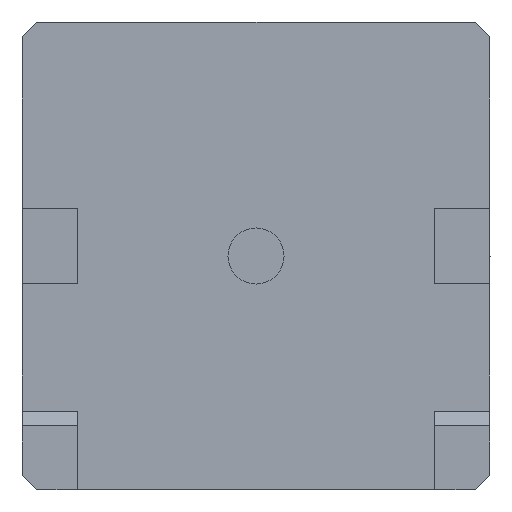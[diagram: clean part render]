
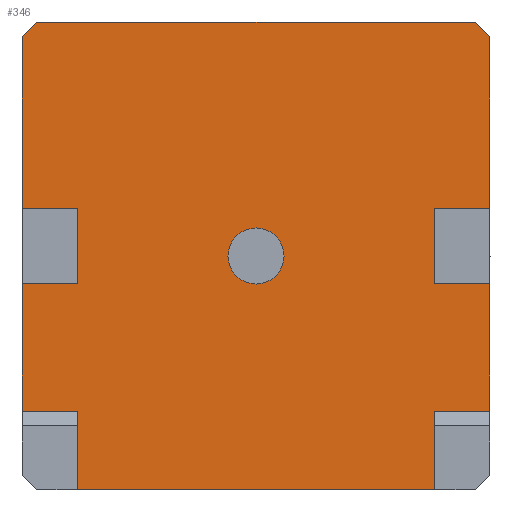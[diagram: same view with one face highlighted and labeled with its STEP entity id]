
A CAD part, front view. The second image highlights one B-rep face of the part: STEP entity #346.
In plain terms, the highlighted planar face has unit normal (0, -1, 0).
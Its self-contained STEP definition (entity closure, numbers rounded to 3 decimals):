
#22 = VERTEX_POINT('',#23);
#23 = CARTESIAN_POINT('',(-3.15,3.,-1.74));
#80 = VERTEX_POINT('',#81);
#81 = CARTESIAN_POINT('',(-3.15,3.,3.34));
#87 = EDGE_CURVE('',#80,#88,#90,.T.);
#88 = VERTEX_POINT('',#89);
#89 = CARTESIAN_POINT('',(-3.15,3.,1.01));
#90 = LINE('',#91,#92);
#91 = CARTESIAN_POINT('',(-3.15,3.,3.54));
#92 = VECTOR('',#93,1.);
#93 = DIRECTION('',(0.,0.,-1.));
#96 = VERTEX_POINT('',#97);
#97 = CARTESIAN_POINT('',(-3.15,3.,-0.01));
#103 = EDGE_CURVE('',#96,#22,#104,.T.);
#104 = LINE('',#105,#106);
#105 = CARTESIAN_POINT('',(-3.15,3.,3.54));
#106 = VECTOR('',#107,1.);
#107 = DIRECTION('',(0.,0.,-1.));
#156 = VERTEX_POINT('',#157);
#157 = CARTESIAN_POINT('',(-2.4,3.,-1.74));
#172 = EDGE_CURVE('',#156,#22,#173,.T.);
#173 = LINE('',#174,#175);
#174 = CARTESIAN_POINT('',(-2.4,3.,-1.74));
#175 = VECTOR('',#176,1.);
#176 = DIRECTION('',(-1.,0.,0.));
#311 = EDGE_CURVE('',#80,#312,#314,.T.);
#312 = VERTEX_POINT('',#313);
#313 = CARTESIAN_POINT('',(-2.95,3.,3.54));
#314 = LINE('',#315,#316);
#315 = CARTESIAN_POINT('',(-3.05,3.,3.44));
#316 = VECTOR('',#317,1.);
#317 = DIRECTION('',(0.707,0.,0.707));
#346 = ADVANCED_FACE('',(#347,#461),#472,.T.);
#347 = FACE_BOUND('',#348,.T.);
#348 = EDGE_LOOP('',(#349,#359,#367,#373,#374,#375,#383,#391,#397,#398,
    #399,#407,#415,#423,#431,#439,#447,#455));
#349 = ORIENTED_EDGE('',*,*,#350,.T.);
#350 = EDGE_CURVE('',#351,#353,#355,.T.);
#351 = VERTEX_POINT('',#352);
#352 = CARTESIAN_POINT('',(3.2,3.,1.01));
#353 = VERTEX_POINT('',#354);
#354 = CARTESIAN_POINT('',(3.2,3.,3.34));
#355 = LINE('',#356,#357);
#356 = CARTESIAN_POINT('',(3.2,3.,-2.81));
#357 = VECTOR('',#358,1.);
#358 = DIRECTION('',(0.,0.,1.));
#359 = ORIENTED_EDGE('',*,*,#360,.F.);
#360 = EDGE_CURVE('',#361,#353,#363,.T.);
#361 = VERTEX_POINT('',#362);
#362 = CARTESIAN_POINT('',(3.,3.,3.54));
#363 = LINE('',#364,#365);
#364 = CARTESIAN_POINT('',(3.1,3.,3.44));
#365 = VECTOR('',#366,1.);
#366 = DIRECTION('',(0.707,0.,-0.707));
#367 = ORIENTED_EDGE('',*,*,#368,.T.);
#368 = EDGE_CURVE('',#361,#312,#369,.T.);
#369 = LINE('',#370,#371);
#370 = CARTESIAN_POINT('',(3.2,3.,3.54));
#371 = VECTOR('',#372,1.);
#372 = DIRECTION('',(-1.,0.,0.));
#373 = ORIENTED_EDGE('',*,*,#311,.F.);
#374 = ORIENTED_EDGE('',*,*,#87,.T.);
#375 = ORIENTED_EDGE('',*,*,#376,.F.);
#376 = EDGE_CURVE('',#377,#88,#379,.T.);
#377 = VERTEX_POINT('',#378);
#378 = CARTESIAN_POINT('',(-2.4,3.,1.01));
#379 = LINE('',#380,#381);
#380 = CARTESIAN_POINT('',(-2.4,3.,1.01));
#381 = VECTOR('',#382,1.);
#382 = DIRECTION('',(-1.,0.,0.));
#383 = ORIENTED_EDGE('',*,*,#384,.F.);
#384 = EDGE_CURVE('',#385,#377,#387,.T.);
#385 = VERTEX_POINT('',#386);
#386 = CARTESIAN_POINT('',(-2.4,3.,-0.01));
#387 = LINE('',#388,#389);
#388 = CARTESIAN_POINT('',(-2.4,3.,-0.01));
#389 = VECTOR('',#390,1.);
#390 = DIRECTION('',(0.,0.,1.));
#391 = ORIENTED_EDGE('',*,*,#392,.F.);
#392 = EDGE_CURVE('',#96,#385,#393,.T.);
#393 = LINE('',#394,#395);
#394 = CARTESIAN_POINT('',(-3.15,3.,-0.01));
#395 = VECTOR('',#396,1.);
#396 = DIRECTION('',(1.,0.,0.));
#397 = ORIENTED_EDGE('',*,*,#103,.T.);
#398 = ORIENTED_EDGE('',*,*,#172,.F.);
#399 = ORIENTED_EDGE('',*,*,#400,.F.);
#400 = EDGE_CURVE('',#401,#156,#403,.T.);
#401 = VERTEX_POINT('',#402);
#402 = CARTESIAN_POINT('',(-2.4,3.,-2.81));
#403 = LINE('',#404,#405);
#404 = CARTESIAN_POINT('',(-2.4,3.,-2.81));
#405 = VECTOR('',#406,1.);
#406 = DIRECTION('',(0.,0.,1.));
#407 = ORIENTED_EDGE('',*,*,#408,.T.);
#408 = EDGE_CURVE('',#401,#409,#411,.T.);
#409 = VERTEX_POINT('',#410);
#410 = CARTESIAN_POINT('',(2.45,3.,-2.81));
#411 = LINE('',#412,#413);
#412 = CARTESIAN_POINT('',(-3.15,3.,-2.81));
#413 = VECTOR('',#414,1.);
#414 = DIRECTION('',(1.,0.,0.));
#415 = ORIENTED_EDGE('',*,*,#416,.T.);
#416 = EDGE_CURVE('',#409,#417,#419,.T.);
#417 = VERTEX_POINT('',#418);
#418 = CARTESIAN_POINT('',(2.45,3.,-1.74));
#419 = LINE('',#420,#421);
#420 = CARTESIAN_POINT('',(2.45,3.,-2.81));
#421 = VECTOR('',#422,1.);
#422 = DIRECTION('',(0.,0.,1.));
#423 = ORIENTED_EDGE('',*,*,#424,.T.);
#424 = EDGE_CURVE('',#417,#425,#427,.T.);
#425 = VERTEX_POINT('',#426);
#426 = CARTESIAN_POINT('',(3.2,3.,-1.74));
#427 = LINE('',#428,#429);
#428 = CARTESIAN_POINT('',(2.45,3.,-1.74));
#429 = VECTOR('',#430,1.);
#430 = DIRECTION('',(1.,0.,0.));
#431 = ORIENTED_EDGE('',*,*,#432,.T.);
#432 = EDGE_CURVE('',#425,#433,#435,.T.);
#433 = VERTEX_POINT('',#434);
#434 = CARTESIAN_POINT('',(3.2,3.,-0.01));
#435 = LINE('',#436,#437);
#436 = CARTESIAN_POINT('',(3.2,3.,-2.81));
#437 = VECTOR('',#438,1.);
#438 = DIRECTION('',(0.,0.,1.));
#439 = ORIENTED_EDGE('',*,*,#440,.T.);
#440 = EDGE_CURVE('',#433,#441,#443,.T.);
#441 = VERTEX_POINT('',#442);
#442 = CARTESIAN_POINT('',(2.45,3.,-0.01));
#443 = LINE('',#444,#445);
#444 = CARTESIAN_POINT('',(3.2,3.,-0.01));
#445 = VECTOR('',#446,1.);
#446 = DIRECTION('',(-1.,0.,0.));
#447 = ORIENTED_EDGE('',*,*,#448,.T.);
#448 = EDGE_CURVE('',#441,#449,#451,.T.);
#449 = VERTEX_POINT('',#450);
#450 = CARTESIAN_POINT('',(2.45,3.,1.01));
#451 = LINE('',#452,#453);
#452 = CARTESIAN_POINT('',(2.45,3.,-0.01));
#453 = VECTOR('',#454,1.);
#454 = DIRECTION('',(0.,0.,1.));
#455 = ORIENTED_EDGE('',*,*,#456,.T.);
#456 = EDGE_CURVE('',#449,#351,#457,.T.);
#457 = LINE('',#458,#459);
#458 = CARTESIAN_POINT('',(2.45,3.,1.01));
#459 = VECTOR('',#460,1.);
#460 = DIRECTION('',(1.,0.,0.));
#461 = FACE_BOUND('',#462,.T.);
#462 = EDGE_LOOP('',(#463));
#463 = ORIENTED_EDGE('',*,*,#464,.F.);
#464 = EDGE_CURVE('',#465,#465,#467,.T.);
#465 = VERTEX_POINT('',#466);
#466 = CARTESIAN_POINT('',(0.405,3.,0.365));
#467 = CIRCLE('',#468,0.38);
#468 = AXIS2_PLACEMENT_3D('',#469,#470,#471);
#469 = CARTESIAN_POINT('',(0.025,3.,0.365));
#470 = DIRECTION('',(0.,-1.,0.));
#471 = DIRECTION('',(1.,0.,0.));
#472 = PLANE('',#473);
#473 = AXIS2_PLACEMENT_3D('',#474,#475,#476);
#474 = CARTESIAN_POINT('',(0.025,3.,0.365));
#475 = DIRECTION('',(0.,-1.,0.));
#476 = DIRECTION('',(1.,0.,0.));
